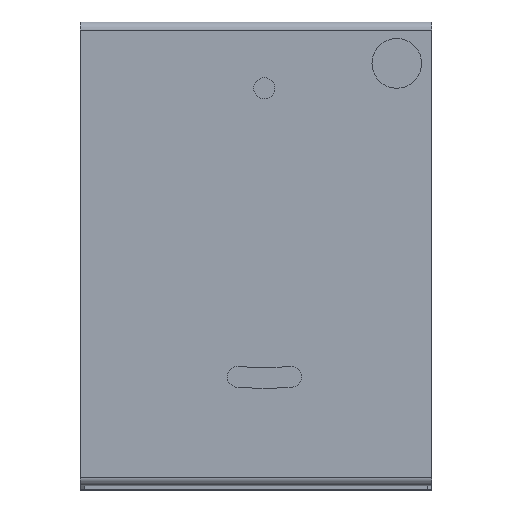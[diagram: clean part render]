
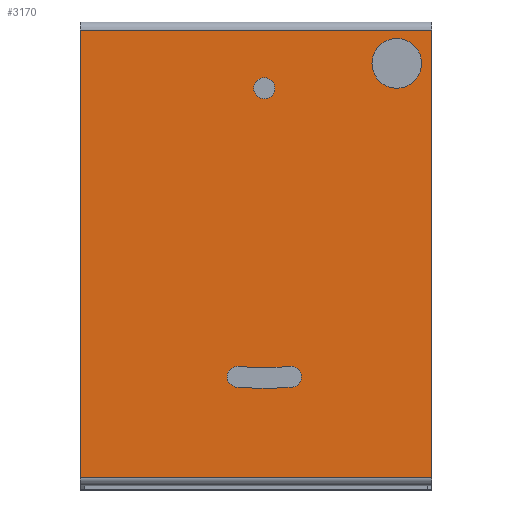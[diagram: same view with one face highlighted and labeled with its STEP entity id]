
A CAD part, top view. The second image highlights one B-rep face of the part: STEP entity #3170.
In plain terms, the highlighted planar face has unit normal (0, 0, 1).
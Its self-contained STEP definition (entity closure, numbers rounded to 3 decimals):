
#545=DIRECTION('',(1.,0.,0.));
#546=VECTOR('',#545,85.);
#547=CARTESIAN_POINT('',(-42.5,55.,34.));
#548=LINE('',#547,#546);
#554=DIRECTION('',(0.,-1.,0.));
#555=VECTOR('',#554,108.);
#556=CARTESIAN_POINT('',(42.5,55.,34.));
#557=LINE('',#556,#555);
#558=DIRECTION('',(0.,1.,0.));
#559=VECTOR('',#558,108.);
#560=CARTESIAN_POINT('',(-42.5,-53.,34.));
#561=LINE('',#560,#559);
#562=CARTESIAN_POINT('',(2.,41.,34.));
#563=DIRECTION('',(0.,0.,1.));
#564=DIRECTION('',(1.,0.,0.));
#565=AXIS2_PLACEMENT_3D('',#562,#563,#564);
#567=CARTESIAN_POINT('',(2.,41.,34.));
#568=DIRECTION('',(0.,0.,1.));
#569=DIRECTION('',(-1.,0.,0.));
#570=AXIS2_PLACEMENT_3D('',#567,#568,#569);
#572=CARTESIAN_POINT('',(2.,41.,34.));
#573=DIRECTION('',(0.,0.,1.));
#574=DIRECTION('',(-0.093,-0.996,0.));
#575=AXIS2_PLACEMENT_3D('',#572,#573,#574);
#577=CARTESIAN_POINT('',(-4.5,-28.699,34.));
#578=DIRECTION('',(0.,0.,1.));
#579=DIRECTION('',(0.093,0.996,0.));
#580=AXIS2_PLACEMENT_3D('',#577,#578,#579);
#582=CARTESIAN_POINT('',(2.,41.,34.));
#583=DIRECTION('',(0.,0.,1.));
#584=DIRECTION('',(-0.094,-0.996,0.));
#585=AXIS2_PLACEMENT_3D('',#582,#583,#584);
#587=CARTESIAN_POINT('',(8.5,-28.698,34.));
#588=DIRECTION('',(0.,0.,1.));
#589=DIRECTION('',(0.093,-0.996,0.));
#590=AXIS2_PLACEMENT_3D('',#587,#588,#589);
#592=CARTESIAN_POINT('',(34.,47.,34.));
#593=DIRECTION('',(0.,0.,-1.));
#594=DIRECTION('',(-1.,0.,0.));
#595=AXIS2_PLACEMENT_3D('',#592,#593,#594);
#597=CARTESIAN_POINT('',(34.,47.,34.));
#598=DIRECTION('',(0.,0.,-1.));
#599=DIRECTION('',(1.,0.,0.));
#600=AXIS2_PLACEMENT_3D('',#597,#598,#599);
#1431=DIRECTION('',(-1.,0.,0.));
#1432=VECTOR('',#1431,85.);
#1433=CARTESIAN_POINT('',(42.5,-53.,34.));
#1434=LINE('',#1433,#1432);
#1912=CARTESIAN_POINT('',(42.5,-53.,34.));
#1913=VERTEX_POINT('',#1912);
#1914=CARTESIAN_POINT('',(-42.5,-53.,34.));
#1915=VERTEX_POINT('',#1914);
#1928=CARTESIAN_POINT('',(-42.5,55.,34.));
#1929=VERTEX_POINT('',#1928);
#1930=CARTESIAN_POINT('',(42.5,55.,34.));
#1931=VERTEX_POINT('',#1930);
#1936=CARTESIAN_POINT('',(4.55,41.,34.));
#1937=CARTESIAN_POINT('',(-0.55,41.,34.));
#1938=VERTEX_POINT('',#1936);
#1939=VERTEX_POINT('',#1937);
#1948=CARTESIAN_POINT('',(-4.268,-26.208,34.));
#1949=CARTESIAN_POINT('',(8.268,-26.208,34.));
#1950=VERTEX_POINT('',#1948);
#1951=VERTEX_POINT('',#1949);
#1952=CARTESIAN_POINT('',(8.732,-31.187,34.));
#1953=VERTEX_POINT('',#1952);
#1954=CARTESIAN_POINT('',(-4.845,-31.176,34.));
#1955=VERTEX_POINT('',#1954);
#2088=CARTESIAN_POINT('',(28.,47.,34.));
#2089=CARTESIAN_POINT('',(40.,47.,34.));
#2090=VERTEX_POINT('',#2088);
#2091=VERTEX_POINT('',#2089);
#3134=CARTESIAN_POINT('',(0.,1.,34.));
#3135=DIRECTION('',(0.,0.,-1.));
#3136=DIRECTION('',(-1.,0.,0.));
#3137=AXIS2_PLACEMENT_3D('',#3134,#3135,#3136);
#3138=PLANE('',#3137);
#3140=ORIENTED_EDGE('',*,*,#3139,.T.);
#3142=ORIENTED_EDGE('',*,*,#3141,.T.);
#3144=ORIENTED_EDGE('',*,*,#3143,.T.);
#3145=ORIENTED_EDGE('',*,*,#3121,.T.);
#3146=EDGE_LOOP('',(#3140,#3142,#3144,#3145));
#3147=FACE_OUTER_BOUND('',#3146,.F.);
#3149=ORIENTED_EDGE('',*,*,#3148,.T.);
#3151=ORIENTED_EDGE('',*,*,#3150,.T.);
#3152=EDGE_LOOP('',(#3149,#3151));
#3153=FACE_BOUND('',#3152,.F.);
#3155=ORIENTED_EDGE('',*,*,#3154,.F.);
#3157=ORIENTED_EDGE('',*,*,#3156,.T.);
#3159=ORIENTED_EDGE('',*,*,#3158,.T.);
#3161=ORIENTED_EDGE('',*,*,#3160,.T.);
#3162=EDGE_LOOP('',(#3155,#3157,#3159,#3161));
#3163=FACE_BOUND('',#3162,.F.);
#3165=ORIENTED_EDGE('',*,*,#3164,.F.);
#3167=ORIENTED_EDGE('',*,*,#3166,.F.);
#3168=EDGE_LOOP('',(#3165,#3167));
#3169=FACE_BOUND('',#3168,.F.);
#3170=ADVANCED_FACE('',(#3147,#3153,#3163,#3169),#3138,.F.);
#566=CIRCLE('',#565,2.55);
#571=CIRCLE('',#570,2.55);
#576=CIRCLE('',#575,67.5);
#581=CIRCLE('',#580,2.501);
#586=CIRCLE('',#585,72.5);
#591=CIRCLE('',#590,2.5);
#596=CIRCLE('',#595,6.);
#601=CIRCLE('',#600,6.);
#3121=EDGE_CURVE('',#1929,#1931,#548,.T.);
#3139=EDGE_CURVE('',#1931,#1913,#557,.T.);
#3141=EDGE_CURVE('',#1913,#1915,#1434,.T.);
#3143=EDGE_CURVE('',#1915,#1929,#561,.T.);
#3148=EDGE_CURVE('',#1938,#1939,#566,.T.);
#3150=EDGE_CURVE('',#1939,#1938,#571,.T.);
#3154=EDGE_CURVE('',#1950,#1951,#576,.T.);
#3156=EDGE_CURVE('',#1950,#1955,#581,.T.);
#3158=EDGE_CURVE('',#1955,#1953,#586,.T.);
#3160=EDGE_CURVE('',#1953,#1951,#591,.T.);
#3164=EDGE_CURVE('',#2090,#2091,#596,.T.);
#3166=EDGE_CURVE('',#2091,#2090,#601,.T.);
